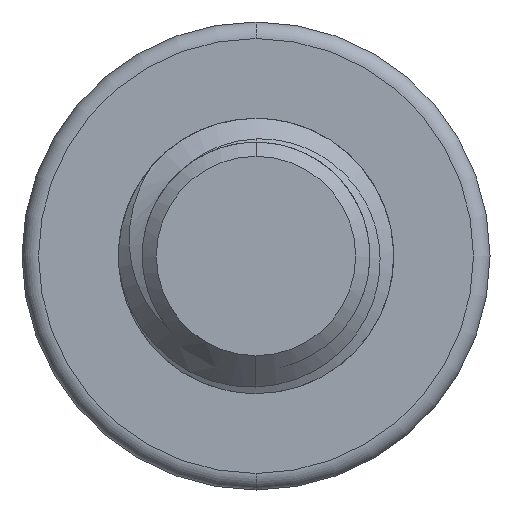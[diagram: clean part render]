
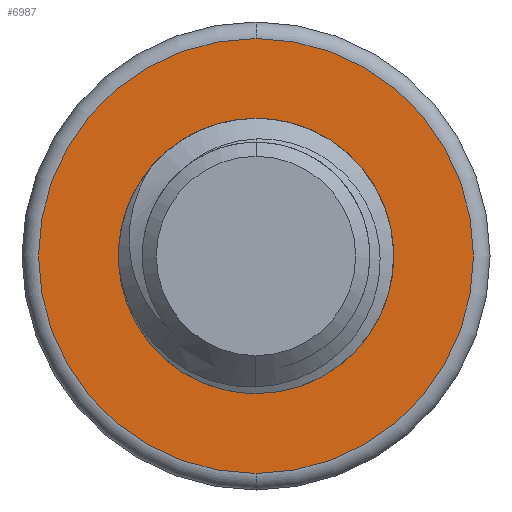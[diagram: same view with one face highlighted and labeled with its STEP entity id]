
A CAD part, front view. The second image highlights one B-rep face of the part: STEP entity #6987.
In plain terms, the highlighted planar face has unit normal (0, -1, 0).
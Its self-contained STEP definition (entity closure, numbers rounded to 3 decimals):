
#290 = DIRECTION ( 'NONE',  ( 0., -1., 0. ) ) ;
#356 = EDGE_CURVE ( 'NONE', #7230, #5040, #842, .T. ) ;
#381 = CARTESIAN_POINT ( 'NONE',  ( 0., 110., 3.95 ) ) ;
#446 = FACE_BOUND ( 'NONE', #2958, .T. ) ;
#511 = DIRECTION ( 'NONE',  ( 0., 0., 1. ) ) ;
#594 = CARTESIAN_POINT ( 'NONE',  ( 0., 110., 2.5 ) ) ;
#842 = CIRCLE ( 'NONE', #1778, 2.5 ) ;
#1001 = CARTESIAN_POINT ( 'NONE',  ( 0., 110., 0. ) ) ;
#1359 = EDGE_CURVE ( 'NONE', #5040, #7230, #1422, .T. ) ;
#1422 = CIRCLE ( 'NONE', #4926, 2.5 ) ;
#1475 = VERTEX_POINT ( 'NONE', #3471 ) ;
#1537 = AXIS2_PLACEMENT_3D ( 'NONE', #7086, #2053, #5466 ) ;
#1558 = EDGE_LOOP ( 'NONE', ( #5237, #3462 ) ) ;
#1778 = AXIS2_PLACEMENT_3D ( 'NONE', #1001, #4915, #5037 ) ;
#2053 = DIRECTION ( 'NONE',  ( 0., 1., 0. ) ) ;
#2711 = PLANE ( 'NONE',  #1537 ) ;
#2891 = EDGE_CURVE ( 'NONE', #1475, #6978, #7036, .T. ) ;
#2958 = EDGE_LOOP ( 'NONE', ( #6124, #5789 ) ) ;
#3385 = DIRECTION ( 'NONE',  ( 0., -1., 0. ) ) ;
#3462 = ORIENTED_EDGE ( 'NONE', *, *, #2891, .T. ) ;
#3471 = CARTESIAN_POINT ( 'NONE',  ( 0., 110., -3.95 ) ) ;
#3819 = DIRECTION ( 'NONE',  ( 0., 1., 0. ) ) ;
#3853 = AXIS2_PLACEMENT_3D ( 'NONE', #4025, #290, #4685 ) ;
#3868 = AXIS2_PLACEMENT_3D ( 'NONE', #6627, #3385, #511 ) ;
#4025 = CARTESIAN_POINT ( 'NONE',  ( 0., 110., 0. ) ) ;
#4299 = CARTESIAN_POINT ( 'NONE',  ( 0., 110., 0. ) ) ;
#4334 = DIRECTION ( 'NONE',  ( 0., 0., 1. ) ) ;
#4685 = DIRECTION ( 'NONE',  ( 0., 0., 1. ) ) ;
#4857 = FACE_OUTER_BOUND ( 'NONE', #1558, .T. ) ;
#4915 = DIRECTION ( 'NONE',  ( 0., 1., 0. ) ) ;
#4926 = AXIS2_PLACEMENT_3D ( 'NONE', #4299, #3819, #4334 ) ;
#5037 = DIRECTION ( 'NONE',  ( 0., 0., 1. ) ) ;
#5040 = VERTEX_POINT ( 'NONE', #594 ) ;
#5237 = ORIENTED_EDGE ( 'NONE', *, *, #6048, .T. ) ;
#5297 = CIRCLE ( 'NONE', #3868, 3.95 ) ;
#5466 = DIRECTION ( 'NONE',  ( 0., 0., 1. ) ) ;
#5544 = CARTESIAN_POINT ( 'NONE',  ( 0., 110., -2.5 ) ) ;
#5789 = ORIENTED_EDGE ( 'NONE', *, *, #1359, .T. ) ;
#6048 = EDGE_CURVE ( 'NONE', #6978, #1475, #5297, .T. ) ;
#6124 = ORIENTED_EDGE ( 'NONE', *, *, #356, .T. ) ;
#6627 = CARTESIAN_POINT ( 'NONE',  ( 0., 110., 0. ) ) ;
#6978 = VERTEX_POINT ( 'NONE', #381 ) ;
#6987 = ADVANCED_FACE ( 'NONE', ( #4857, #446 ), #2711, .F. ) ;
#7036 = CIRCLE ( 'NONE', #3853, 3.95 ) ;
#7086 = CARTESIAN_POINT ( 'NONE',  ( 0., 110., 0. ) ) ;
#7230 = VERTEX_POINT ( 'NONE', #5544 ) ;
